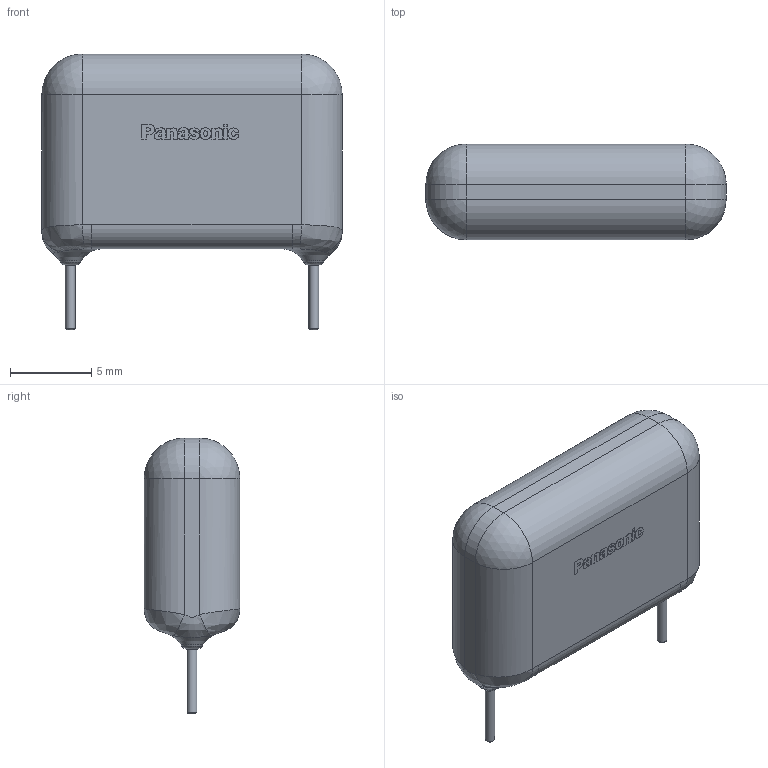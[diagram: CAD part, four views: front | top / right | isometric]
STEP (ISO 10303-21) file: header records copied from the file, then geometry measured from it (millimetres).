
FILE_DESCRIPTION(/* description */ (''),/* implementation_level */ '2;1');
FILE_NAME(/* name */ '1.stp',/* time_stamp */ '2020-03-28T07:19:15+02:00',/* author */ ('k'),/* organization */ (''),/* preprocessor_version */ 'ST-DEVELOPER v15.6',/* originating_system */ 'Autodesk Inventor 2015',/* authorisation */ '');
FILE_SCHEMA (('AUTOMOTIVE_DESIGN { 1 0 10303 214 3 1 1 }'));
Length unit declared in the file: millimetre
Products named in the file (4): 1; 2; Panasonic Logo
Bounding box: 18.5 x 5.9 x 17 mm (x, y, z)
Volume: 1181 mm3; surface area: 694 mm2
Topology: 13 solids, 13 shells, 240 faces, 616 edges, 402 vertices
Faces by surface type: bspline 135, plane 83, cylinder 12, cone 4, sphere 4, torus 2
Full cylindrical faces by diameter (mm): 0.6 x2
Entity records: 8334 total; most frequent: CARTESIAN_POINT 3350, ORIENTED_EDGE 1212, EDGE_CURVE 606, DIRECTION 604, VERTEX_POINT 400, LINE 296, VECTOR 296, B_SPLINE_CURVE_WITH_KNOTS 266
